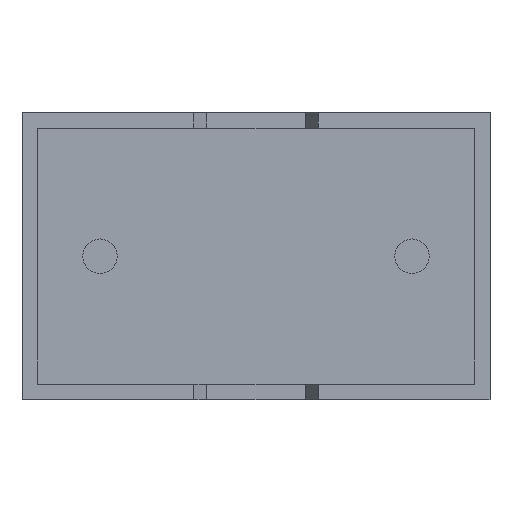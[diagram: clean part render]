
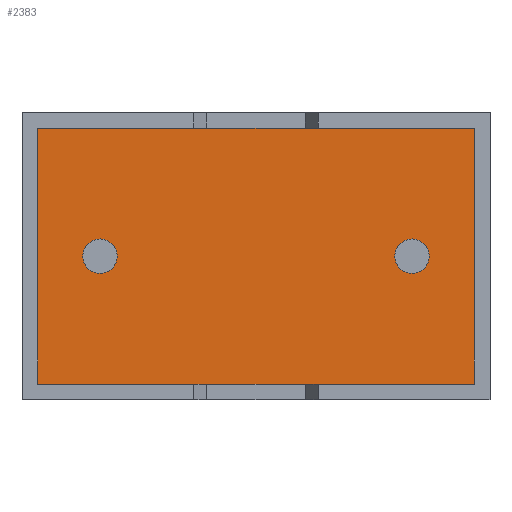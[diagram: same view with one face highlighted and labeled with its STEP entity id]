
A CAD part, front view. The second image highlights one B-rep face of the part: STEP entity #2383.
In plain terms, the highlighted planar face has unit normal (0, -1, 0).
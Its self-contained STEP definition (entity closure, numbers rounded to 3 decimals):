
#9 = DIRECTION ( 'NONE',  ( 0., 0., -1. ) ) ;
#65 = VERTEX_POINT ( 'NONE', #603 ) ;
#193 = EDGE_CURVE ( 'NONE', #2009, #2024, #555, .T. ) ;
#206 = CARTESIAN_POINT ( 'NONE',  ( 7.25, 0.75, 0.25 ) ) ;
#230 = VECTOR ( 'NONE', #1886, 1000. ) ;
#320 = EDGE_CURVE ( 'NONE', #65, #2009, #1661, .T. ) ;
#338 = EDGE_CURVE ( 'NONE', #2900, #2675, #441, .T. ) ;
#415 = DIRECTION ( 'NONE',  ( -1., 0., 0. ) ) ;
#441 = CIRCLE ( 'NONE', #1861, 0.275 ) ;
#476 = CIRCLE ( 'NONE', #767, 0.275 ) ;
#555 = LINE ( 'NONE', #1611, #662 ) ;
#572 = CARTESIAN_POINT ( 'NONE',  ( 7.25, 0.75, 4.35 ) ) ;
#603 = CARTESIAN_POINT ( 'NONE',  ( 7.25, 0.75, 4.35 ) ) ;
#630 = CARTESIAN_POINT ( 'NONE',  ( 1.25, 0.75, 2.3 ) ) ;
#662 = VECTOR ( 'NONE', #670, 1000. ) ;
#666 = DIRECTION ( 'NONE',  ( 0., -1., 0. ) ) ;
#670 = DIRECTION ( 'NONE',  ( 0., 0., -1. ) ) ;
#683 = VERTEX_POINT ( 'NONE', #2502 ) ;
#701 = DIRECTION ( 'NONE',  ( 0., 0., 1. ) ) ;
#758 = ORIENTED_EDGE ( 'NONE', *, *, #338, .F. ) ;
#760 = DIRECTION ( 'NONE',  ( 0., 0., -1. ) ) ;
#767 = AXIS2_PLACEMENT_3D ( 'NONE', #1660, #2344, #9 ) ;
#773 = EDGE_CURVE ( 'NONE', #2232, #65, #1189, .T. ) ;
#887 = ORIENTED_EDGE ( 'NONE', *, *, #193, .T. ) ;
#901 = ORIENTED_EDGE ( 'NONE', *, *, #773, .T. ) ;
#933 = CARTESIAN_POINT ( 'NONE',  ( 7.25, 0.75, 0.25 ) ) ;
#998 = ORIENTED_EDGE ( 'NONE', *, *, #2434, .F. ) ;
#1035 = DIRECTION ( 'NONE',  ( 0., 0., -1. ) ) ;
#1065 = ORIENTED_EDGE ( 'NONE', *, *, #1340, .T. ) ;
#1087 = EDGE_LOOP ( 'NONE', ( #758, #998 ) ) ;
#1148 = VERTEX_POINT ( 'NONE', #1799 ) ;
#1189 = LINE ( 'NONE', #206, #2302 ) ;
#1207 = DIRECTION ( 'NONE',  ( 0., -1., 0. ) ) ;
#1312 = AXIS2_PLACEMENT_3D ( 'NONE', #630, #1809, #1821 ) ;
#1340 = EDGE_CURVE ( 'NONE', #2024, #2232, #1528, .T. ) ;
#1342 = ORIENTED_EDGE ( 'NONE', *, *, #2821, .F. ) ;
#1381 = CARTESIAN_POINT ( 'NONE',  ( 6.25, 0.75, 2.3 ) ) ;
#1436 = CARTESIAN_POINT ( 'NONE',  ( 6.25, 0.75, 2.575 ) ) ;
#1470 = PLANE ( 'NONE',  #2943 ) ;
#1472 = CARTESIAN_POINT ( 'NONE',  ( 0.25, 0.75, 4.35 ) ) ;
#1528 = LINE ( 'NONE', #2380, #230 ) ;
#1530 = EDGE_LOOP ( 'NONE', ( #1813, #1342 ) ) ;
#1611 = CARTESIAN_POINT ( 'NONE',  ( 0.25, 0.75, 4.35 ) ) ;
#1624 = VECTOR ( 'NONE', #415, 1000. ) ;
#1660 = CARTESIAN_POINT ( 'NONE',  ( 1.25, 0.75, 2.3 ) ) ;
#1661 = LINE ( 'NONE', #572, #1624 ) ;
#1711 = EDGE_CURVE ( 'NONE', #683, #1148, #2172, .T. ) ;
#1750 = DIRECTION ( 'NONE',  ( 0., -1., 0. ) ) ;
#1788 = CARTESIAN_POINT ( 'NONE',  ( 6.25, 0.75, 2.025 ) ) ;
#1799 = CARTESIAN_POINT ( 'NONE',  ( 1.25, 0.75, 2.025 ) ) ;
#1809 = DIRECTION ( 'NONE',  ( 0., -1., 0. ) ) ;
#1813 = ORIENTED_EDGE ( 'NONE', *, *, #1711, .F. ) ;
#1821 = DIRECTION ( 'NONE',  ( 0., 0., -1. ) ) ;
#1861 = AXIS2_PLACEMENT_3D ( 'NONE', #1381, #666, #2792 ) ;
#1886 = DIRECTION ( 'NONE',  ( 1., 0., 0. ) ) ;
#1896 = FACE_OUTER_BOUND ( 'NONE', #2771, .T. ) ;
#1919 = CIRCLE ( 'NONE', #2336, 0.275 ) ;
#1931 = ORIENTED_EDGE ( 'NONE', *, *, #320, .T. ) ;
#2009 = VERTEX_POINT ( 'NONE', #1472 ) ;
#2024 = VERTEX_POINT ( 'NONE', #2409 ) ;
#2172 = CIRCLE ( 'NONE', #1312, 0.275 ) ;
#2222 = CARTESIAN_POINT ( 'NONE',  ( 6.25, 0.75, 2.3 ) ) ;
#2232 = VERTEX_POINT ( 'NONE', #933 ) ;
#2302 = VECTOR ( 'NONE', #701, 1000. ) ;
#2336 = AXIS2_PLACEMENT_3D ( 'NONE', #2222, #1750, #1035 ) ;
#2344 = DIRECTION ( 'NONE',  ( 0., -1., 0. ) ) ;
#2380 = CARTESIAN_POINT ( 'NONE',  ( 0.25, 0.75, 0.25 ) ) ;
#2383 = ADVANCED_FACE ( 'NONE', ( #2637, #1896, #2901 ), #1470, .T. ) ;
#2409 = CARTESIAN_POINT ( 'NONE',  ( 0.25, 0.75, 0.25 ) ) ;
#2434 = EDGE_CURVE ( 'NONE', #2675, #2900, #1919, .T. ) ;
#2502 = CARTESIAN_POINT ( 'NONE',  ( 1.25, 0.75, 2.575 ) ) ;
#2637 = FACE_BOUND ( 'NONE', #1087, .T. ) ;
#2675 = VERTEX_POINT ( 'NONE', #1788 ) ;
#2771 = EDGE_LOOP ( 'NONE', ( #887, #1065, #901, #1931 ) ) ;
#2792 = DIRECTION ( 'NONE',  ( 0., 0., -1. ) ) ;
#2821 = EDGE_CURVE ( 'NONE', #1148, #683, #476, .T. ) ;
#2852 = CARTESIAN_POINT ( 'NONE',  ( 0., 0.75, 0. ) ) ;
#2900 = VERTEX_POINT ( 'NONE', #1436 ) ;
#2901 = FACE_BOUND ( 'NONE', #1530, .T. ) ;
#2943 = AXIS2_PLACEMENT_3D ( 'NONE', #2852, #1207, #760 ) ;
